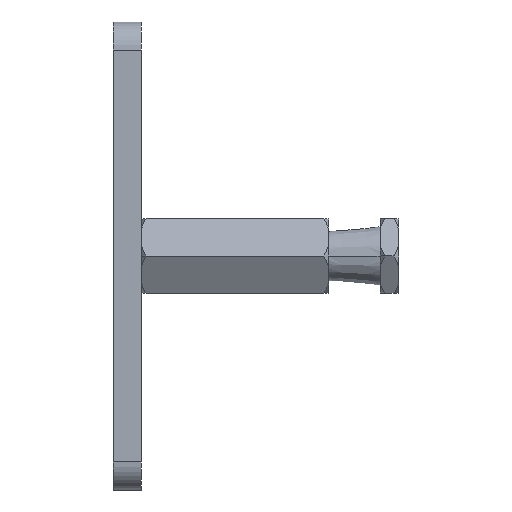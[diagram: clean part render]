
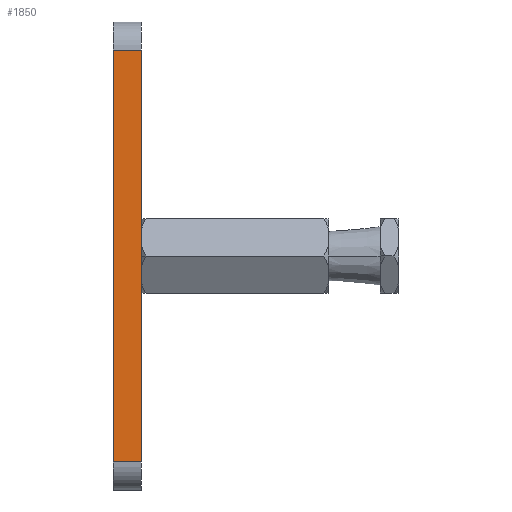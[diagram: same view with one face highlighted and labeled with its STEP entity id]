
A CAD part, left-side view. The second image highlights one B-rep face of the part: STEP entity #1850.
In plain terms, the highlighted planar face has unit normal (-1, 0, 0).
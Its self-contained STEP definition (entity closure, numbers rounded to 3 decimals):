
#18 = LINE ( 'NONE', #2699, #1930 ) ;
#536 = DIRECTION ( 'NONE',  ( 0., 0., 1. ) ) ;
#652 = DIRECTION ( 'NONE',  ( 0., 1., 0. ) ) ;
#664 = VERTEX_POINT ( 'NONE', #989 ) ;
#746 = EDGE_CURVE ( 'NONE', #3508, #4253, #4176, .T. ) ;
#880 = ORIENTED_EDGE ( 'NONE', *, *, #746, .T. ) ;
#989 = CARTESIAN_POINT ( 'NONE',  ( -50., 0., -44. ) ) ;
#1300 = CARTESIAN_POINT ( 'NONE',  ( -50., -6., -44. ) ) ;
#1524 = ORIENTED_EDGE ( 'NONE', *, *, #2752, .T. ) ;
#1559 = VECTOR ( 'NONE', #652, 1000. ) ;
#1687 = CARTESIAN_POINT ( 'NONE',  ( -50., 0., -50. ) ) ;
#1850 = ADVANCED_FACE ( 'NONE', ( #1936 ), #5091, .T. ) ;
#1905 = EDGE_LOOP ( 'NONE', ( #4709, #1524, #3545, #880 ) ) ;
#1930 = VECTOR ( 'NONE', #536, 1000. ) ;
#1936 = FACE_OUTER_BOUND ( 'NONE', #1905, .T. ) ;
#2010 = DIRECTION ( 'NONE',  ( 0., 0., 1. ) ) ;
#2036 = EDGE_CURVE ( 'NONE', #664, #4253, #5374, .T. ) ;
#2248 = VECTOR ( 'NONE', #2373, 1000. ) ;
#2259 = EDGE_CURVE ( 'NONE', #5609, #3508, #18, .T. ) ;
#2319 = CARTESIAN_POINT ( 'NONE',  ( -50., 0., 44. ) ) ;
#2373 = DIRECTION ( 'NONE',  ( 0., -1., 0. ) ) ;
#2611 = DIRECTION ( 'NONE',  ( 0., 0., 1. ) ) ;
#2699 = CARTESIAN_POINT ( 'NONE',  ( -50., -6., -50. ) ) ;
#2752 = EDGE_CURVE ( 'NONE', #664, #5609, #5278, .T. ) ;
#2834 = CARTESIAN_POINT ( 'NONE',  ( -50., -6., -44. ) ) ;
#2925 = AXIS2_PLACEMENT_3D ( 'NONE', #4673, #4691, #2010 ) ;
#3508 = VERTEX_POINT ( 'NONE', #4769 ) ;
#3545 = ORIENTED_EDGE ( 'NONE', *, *, #2259, .T. ) ;
#4176 = LINE ( 'NONE', #4537, #1559 ) ;
#4253 = VERTEX_POINT ( 'NONE', #2319 ) ;
#4537 = CARTESIAN_POINT ( 'NONE',  ( -50., -6., 44. ) ) ;
#4673 = CARTESIAN_POINT ( 'NONE',  ( -50., -6., -50. ) ) ;
#4691 = DIRECTION ( 'NONE',  ( -1., 0., 0. ) ) ;
#4709 = ORIENTED_EDGE ( 'NONE', *, *, #2036, .F. ) ;
#4769 = CARTESIAN_POINT ( 'NONE',  ( -50., -6., 44. ) ) ;
#5091 = PLANE ( 'NONE',  #2925 ) ;
#5278 = LINE ( 'NONE', #2834, #2248 ) ;
#5374 = LINE ( 'NONE', #1687, #5516 ) ;
#5516 = VECTOR ( 'NONE', #2611, 1000. ) ;
#5609 = VERTEX_POINT ( 'NONE', #1300 ) ;
